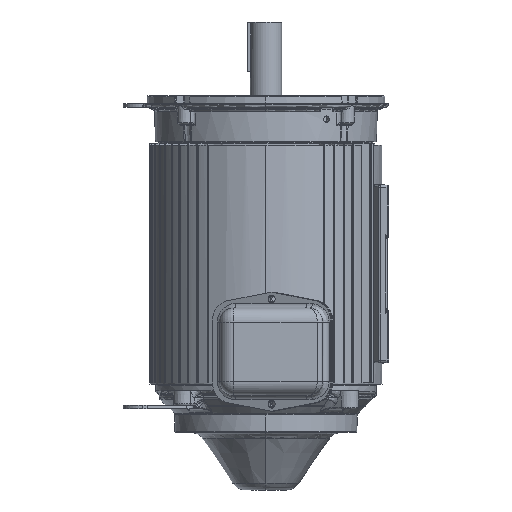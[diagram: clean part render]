
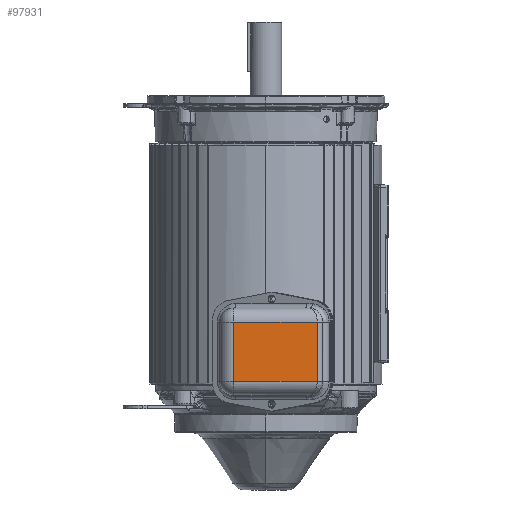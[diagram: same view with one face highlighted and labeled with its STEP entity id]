
A CAD part, left-side view. The second image highlights one B-rep face of the part: STEP entity #97931.
In plain terms, the highlighted planar face has unit normal (-1, 0, 0).
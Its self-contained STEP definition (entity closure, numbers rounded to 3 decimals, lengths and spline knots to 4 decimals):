
#9609 = AXIS2_PLACEMENT_3D ( 'NONE', #107820, #44173, #85963 ) ;
#9710 = CARTESIAN_POINT ( 'NONE',  ( -7.6141, 1.1497, -4.239 ) ) ;
#22017 = EDGE_CURVE ( 'NONE', #28738, #109046, #62062, .T. ) ;
#23813 = CARTESIAN_POINT ( 'NONE',  ( -7.6141, -2.0403, -4.239 ) ) ;
#24499 = LINE ( 'NONE', #23813, #63930 ) ;
#28738 = VERTEX_POINT ( 'NONE', #134367 ) ;
#29556 = CARTESIAN_POINT ( 'NONE',  ( -7.6141, 1.1497, -4.239 ) ) ;
#29811 = CARTESIAN_POINT ( 'NONE',  ( -7.6141, -1.8325, -3.179 ) ) ;
#31925 = EDGE_CURVE ( 'NONE', #109046, #49496, #24499, .T. ) ;
#33671 = VERTEX_POINT ( 'NONE', #50690 ) ;
#35099 = ORIENTED_EDGE ( 'NONE', *, *, #31925, .F. ) ;
#37909 = DIRECTION ( 'NONE',  ( 0., 0., 1. ) ) ;
#39385 = EDGE_CURVE ( 'NONE', #49496, #33671, #103593, .T. ) ;
#42158 = FACE_OUTER_BOUND ( 'NONE', #129987, .T. ) ;
#44173 = DIRECTION ( 'NONE',  ( 1., 0., 0. ) ) ;
#45748 = DIRECTION ( 'NONE',  ( 0., 1., 0. ) ) ;
#48617 = LINE ( 'NONE', #109543, #120988 ) ;
#49285 = DIRECTION ( 'NONE',  ( 0., -1., 0. ) ) ;
#49496 = VERTEX_POINT ( 'NONE', #29556 ) ;
#50690 = CARTESIAN_POINT ( 'NONE',  ( -7.6141, 1.1497, -2.119 ) ) ;
#58366 = ORIENTED_EDGE ( 'NONE', *, *, #130085, .F. ) ;
#62062 = LINE ( 'NONE', #29811, #122140 ) ;
#63930 = VECTOR ( 'NONE', #45748, 39.3701 ) ;
#85963 = DIRECTION ( 'NONE',  ( 0., 0., -1. ) ) ;
#92168 = DIRECTION ( 'NONE',  ( 0., 0., -1. ) ) ;
#97931 = ADVANCED_FACE ( 'NONE', ( #42158 ), #112034, .F. ) ;
#103593 = LINE ( 'NONE', #9710, #120968 ) ;
#105554 = ORIENTED_EDGE ( 'NONE', *, *, #22017, .F. ) ;
#107820 = CARTESIAN_POINT ( 'NONE',  ( -7.6141, 1.6497, -3.179 ) ) ;
#109046 = VERTEX_POINT ( 'NONE', #111608 ) ;
#109543 = CARTESIAN_POINT ( 'NONE',  ( -7.6141, 1.1497, -2.119 ) ) ;
#111608 = CARTESIAN_POINT ( 'NONE',  ( -7.6141, -1.8325, -4.239 ) ) ;
#112034 = PLANE ( 'NONE',  #9609 ) ;
#120968 = VECTOR ( 'NONE', #37909, 39.3701 ) ;
#120988 = VECTOR ( 'NONE', #49285, 39.3701 ) ;
#122140 = VECTOR ( 'NONE', #92168, 39.3701 ) ;
#129987 = EDGE_LOOP ( 'NONE', ( #58366, #135132, #35099, #105554 ) ) ;
#130085 = EDGE_CURVE ( 'NONE', #33671, #28738, #48617, .T. ) ;
#134367 = CARTESIAN_POINT ( 'NONE',  ( -7.6141, -1.8325, -2.119 ) ) ;
#135132 = ORIENTED_EDGE ( 'NONE', *, *, #39385, .F. ) ;
